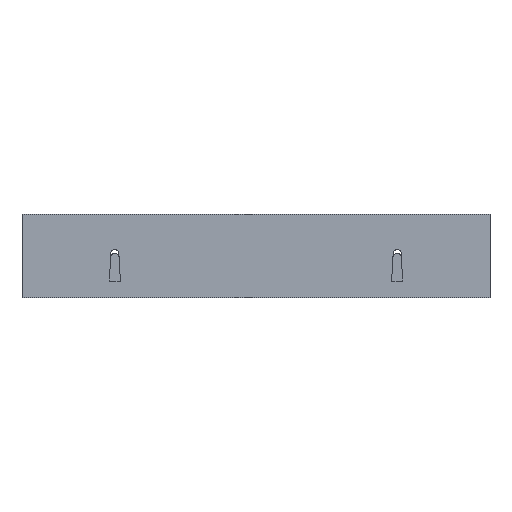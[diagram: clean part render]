
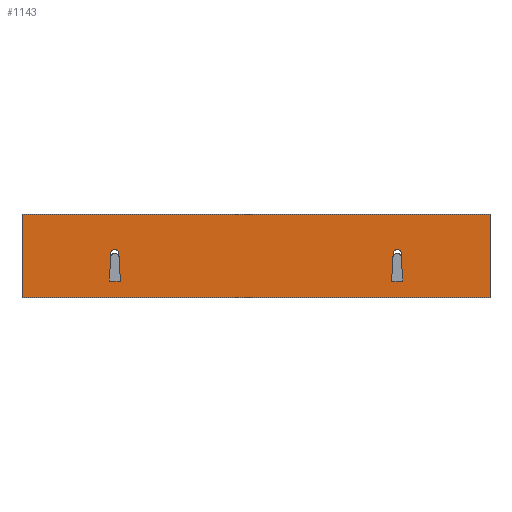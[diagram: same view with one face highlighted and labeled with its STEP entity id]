
A CAD part, top view. The second image highlights one B-rep face of the part: STEP entity #1143.
In plain terms, the highlighted planar face has unit normal (0, 0, 1).
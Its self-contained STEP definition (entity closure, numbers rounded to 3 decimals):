
#5 = ORIENTED_EDGE ( 'NONE', *, *, #363, .F. ) ;
#9 = CIRCLE ( 'NONE', #259, 2.167 ) ;
#10 = AXIS2_PLACEMENT_3D ( 'NONE', #808, #1217, #595 ) ;
#18 = ORIENTED_EDGE ( 'NONE', *, *, #1018, .T. ) ;
#57 = VERTEX_POINT ( 'NONE', #746 ) ;
#103 = ORIENTED_EDGE ( 'NONE', *, *, #872, .T. ) ;
#117 = DIRECTION ( 'NONE',  ( 0., 0., 1. ) ) ;
#132 = ORIENTED_EDGE ( 'NONE', *, *, #340, .T. ) ;
#133 = VERTEX_POINT ( 'NONE', #1317 ) ;
#147 = ORIENTED_EDGE ( 'NONE', *, *, #1281, .F. ) ;
#149 = LINE ( 'NONE', #486, #549 ) ;
#152 = CARTESIAN_POINT ( 'NONE',  ( 78.164, 23.946, 0. ) ) ;
#155 = LINE ( 'NONE', #228, #1180 ) ;
#157 = VECTOR ( 'NONE', #1345, 1000. ) ;
#162 = EDGE_LOOP ( 'NONE', ( #147, #914, #5, #103, #1353, #1352 ) ) ;
#177 = DIRECTION ( 'NONE',  ( -0.052, -0.999, 0. ) ) ;
#187 = VECTOR ( 'NONE', #1218, 1000. ) ;
#198 = VERTEX_POINT ( 'NONE', #1101 ) ;
#207 = CARTESIAN_POINT ( 'NONE',  ( -78.948, 9., 0. ) ) ;
#214 = CARTESIAN_POINT ( 'NONE',  ( -73., 8., 0. ) ) ;
#228 = CARTESIAN_POINT ( 'NONE',  ( 126., 0., 0. ) ) ;
#236 = LINE ( 'NONE', #910, #753 ) ;
#241 = CARTESIAN_POINT ( 'NONE',  ( -73.059, 9.118, 0. ) ) ;
#259 = AXIS2_PLACEMENT_3D ( 'NONE', #853, #117, #1150 ) ;
#288 = VECTOR ( 'NONE', #1327, 1000. ) ;
#291 = VECTOR ( 'NONE', #1071, 1000. ) ;
#294 = DIRECTION ( 'NONE',  ( -1., 0., 0. ) ) ;
#296 = PLANE ( 'NONE',  #418 ) ;
#298 = EDGE_CURVE ( 'NONE', #133, #897, #501, .T. ) ;
#301 = DIRECTION ( 'NONE',  ( 1., 0., 0. ) ) ;
#307 = CARTESIAN_POINT ( 'NONE',  ( -126., 0., 0. ) ) ;
#308 = DIRECTION ( 'NONE',  ( -0.052, 0.999, 0. ) ) ;
#315 = EDGE_LOOP ( 'NONE', ( #1174, #395, #18, #689 ) ) ;
#327 = CARTESIAN_POINT ( 'NONE',  ( 78.941, 9.118, 0. ) ) ;
#328 = VERTEX_POINT ( 'NONE', #489 ) ;
#339 = LINE ( 'NONE', #307, #157 ) ;
#340 = EDGE_CURVE ( 'NONE', #860, #198, #149, .T. ) ;
#358 = ORIENTED_EDGE ( 'NONE', *, *, #823, .T. ) ;
#363 = EDGE_CURVE ( 'NONE', #925, #751, #236, .T. ) ;
#364 = LINE ( 'NONE', #214, #848 ) ;
#371 = DIRECTION ( 'NONE',  ( -1., 0., 0. ) ) ;
#375 = CARTESIAN_POINT ( 'NONE',  ( -73.052, 9., 0. ) ) ;
#395 = ORIENTED_EDGE ( 'NONE', *, *, #613, .F. ) ;
#418 = AXIS2_PLACEMENT_3D ( 'NONE', #496, #913, #301 ) ;
#459 = VECTOR ( 'NONE', #905, 1000. ) ;
#480 = EDGE_CURVE ( 'NONE', #531, #513, #924, .T. ) ;
#481 = FACE_BOUND ( 'NONE', #780, .T. ) ;
#486 = CARTESIAN_POINT ( 'NONE',  ( 73., 9., 0. ) ) ;
#489 = CARTESIAN_POINT ( 'NONE',  ( 73.059, 9.118, 0. ) ) ;
#496 = CARTESIAN_POINT ( 'NONE',  ( 0., 0., 0. ) ) ;
#501 = CIRCLE ( 'NONE', #10, 2.167 ) ;
#513 = VERTEX_POINT ( 'NONE', #207 ) ;
#531 = VERTEX_POINT ( 'NONE', #1042 ) ;
#548 = FACE_BOUND ( 'NONE', #162, .T. ) ;
#549 = VECTOR ( 'NONE', #294, 1000. ) ;
#565 = VERTEX_POINT ( 'NONE', #327 ) ;
#567 = LINE ( 'NONE', #989, #288 ) ;
#574 = EDGE_CURVE ( 'NONE', #953, #956, #339, .T. ) ;
#575 = DIRECTION ( 'NONE',  ( -1., 0., 0. ) ) ;
#583 = LINE ( 'NONE', #801, #829 ) ;
#595 = DIRECTION ( 'NONE',  ( 1., 0., 0. ) ) ;
#598 = CARTESIAN_POINT ( 'NONE',  ( -126., 0., 0. ) ) ;
#613 = EDGE_CURVE ( 'NONE', #57, #857, #155, .T. ) ;
#628 = VERTEX_POINT ( 'NONE', #842 ) ;
#650 = DIRECTION ( 'NONE',  ( 0.052, 0.999, 0. ) ) ;
#662 = VECTOR ( 'NONE', #825, 1000. ) ;
#667 = CARTESIAN_POINT ( 'NONE',  ( 79., 8., 0. ) ) ;
#689 = ORIENTED_EDGE ( 'NONE', *, *, #574, .T. ) ;
#700 = CARTESIAN_POINT ( 'NONE',  ( 79., 8., 0. ) ) ;
#714 = CARTESIAN_POINT ( 'NONE',  ( -79., 8., 0. ) ) ;
#723 = ORIENTED_EDGE ( 'NONE', *, *, #1008, .T. ) ;
#734 = ORIENTED_EDGE ( 'NONE', *, *, #298, .T. ) ;
#738 = LINE ( 'NONE', #1202, #1272 ) ;
#746 = CARTESIAN_POINT ( 'NONE',  ( 126., 45., 0. ) ) ;
#751 = VERTEX_POINT ( 'NONE', #241 ) ;
#753 = VECTOR ( 'NONE', #907, 1000. ) ;
#780 = EDGE_LOOP ( 'NONE', ( #734, #358, #1024, #132, #1058, #723 ) ) ;
#782 = CARTESIAN_POINT ( 'NONE',  ( 126., 0., 0. ) ) ;
#799 = CARTESIAN_POINT ( 'NONE',  ( 0., 0., 0. ) ) ;
#801 = CARTESIAN_POINT ( 'NONE',  ( -79., 8., 0. ) ) ;
#808 = CARTESIAN_POINT ( 'NONE',  ( 76., 23.833, 0. ) ) ;
#823 = EDGE_CURVE ( 'NONE', #897, #565, #1158, .T. ) ;
#825 = DIRECTION ( 'NONE',  ( -0.052, -0.999, 0. ) ) ;
#829 = VECTOR ( 'NONE', #177, 1000. ) ;
#842 = CARTESIAN_POINT ( 'NONE',  ( -78.164, 23.946, 0. ) ) ;
#848 = VECTOR ( 'NONE', #308, 1000. ) ;
#853 = CARTESIAN_POINT ( 'NONE',  ( -76., 23.833, 0. ) ) ;
#857 = VERTEX_POINT ( 'NONE', #782 ) ;
#860 = VERTEX_POINT ( 'NONE', #1178 ) ;
#872 = EDGE_CURVE ( 'NONE', #925, #513, #738, .T. ) ;
#897 = VERTEX_POINT ( 'NONE', #152 ) ;
#905 = DIRECTION ( 'NONE',  ( 0.052, -0.999, 0. ) ) ;
#907 = DIRECTION ( 'NONE',  ( -0.052, 0.999, 0. ) ) ;
#910 = CARTESIAN_POINT ( 'NONE',  ( -73., 8., 0. ) ) ;
#913 = DIRECTION ( 'NONE',  ( 0., 0., 1. ) ) ;
#914 = ORIENTED_EDGE ( 'NONE', *, *, #1163, .F. ) ;
#924 = LINE ( 'NONE', #714, #662 ) ;
#925 = VERTEX_POINT ( 'NONE', #375 ) ;
#953 = VERTEX_POINT ( 'NONE', #1339 ) ;
#956 = VERTEX_POINT ( 'NONE', #598 ) ;
#960 = EDGE_CURVE ( 'NONE', #565, #860, #1129, .T. ) ;
#981 = EDGE_CURVE ( 'NONE', #628, #531, #583, .T. ) ;
#989 = CARTESIAN_POINT ( 'NONE',  ( 73., 8., 0. ) ) ;
#1008 = EDGE_CURVE ( 'NONE', #328, #133, #567, .T. ) ;
#1011 = CARTESIAN_POINT ( 'NONE',  ( 0., 45., 0. ) ) ;
#1014 = LINE ( 'NONE', #1011, #1075 ) ;
#1017 = LINE ( 'NONE', #799, #187 ) ;
#1018 = EDGE_CURVE ( 'NONE', #57, #953, #1014, .T. ) ;
#1024 = ORIENTED_EDGE ( 'NONE', *, *, #960, .T. ) ;
#1030 = FACE_OUTER_BOUND ( 'NONE', #315, .T. ) ;
#1042 = CARTESIAN_POINT ( 'NONE',  ( -78.941, 9.118, 0. ) ) ;
#1058 = ORIENTED_EDGE ( 'NONE', *, *, #1308, .T. ) ;
#1062 = CARTESIAN_POINT ( 'NONE',  ( 73., 8., 0. ) ) ;
#1071 = DIRECTION ( 'NONE',  ( 0.052, -0.999, 0. ) ) ;
#1075 = VECTOR ( 'NONE', #371, 1000. ) ;
#1101 = CARTESIAN_POINT ( 'NONE',  ( 73.052, 9., 0. ) ) ;
#1129 = LINE ( 'NONE', #700, #459 ) ;
#1132 = EDGE_CURVE ( 'NONE', #956, #857, #1017, .T. ) ;
#1143 = ADVANCED_FACE ( 'NONE', ( #548, #1030, #481 ), #296, .T. ) ;
#1145 = VECTOR ( 'NONE', #650, 1000. ) ;
#1150 = DIRECTION ( 'NONE',  ( -1., 0., 0. ) ) ;
#1158 = LINE ( 'NONE', #667, #291 ) ;
#1163 = EDGE_CURVE ( 'NONE', #751, #1251, #364, .T. ) ;
#1164 = DIRECTION ( 'NONE',  ( 0., -1., 0. ) ) ;
#1174 = ORIENTED_EDGE ( 'NONE', *, *, #1132, .T. ) ;
#1178 = CARTESIAN_POINT ( 'NONE',  ( 78.948, 9., 0. ) ) ;
#1180 = VECTOR ( 'NONE', #1164, 1000. ) ;
#1198 = LINE ( 'NONE', #1062, #1145 ) ;
#1202 = CARTESIAN_POINT ( 'NONE',  ( -73., 9., 0. ) ) ;
#1217 = DIRECTION ( 'NONE',  ( 0., 0., -1. ) ) ;
#1218 = DIRECTION ( 'NONE',  ( 1., 0., 0. ) ) ;
#1251 = VERTEX_POINT ( 'NONE', #1252 ) ;
#1252 = CARTESIAN_POINT ( 'NONE',  ( -73.836, 23.946, 0. ) ) ;
#1272 = VECTOR ( 'NONE', #575, 1000. ) ;
#1281 = EDGE_CURVE ( 'NONE', #1251, #628, #9, .T. ) ;
#1308 = EDGE_CURVE ( 'NONE', #198, #328, #1198, .T. ) ;
#1317 = CARTESIAN_POINT ( 'NONE',  ( 73.836, 23.946, 0. ) ) ;
#1327 = DIRECTION ( 'NONE',  ( 0.052, 0.999, 0. ) ) ;
#1339 = CARTESIAN_POINT ( 'NONE',  ( -126., 45., 0. ) ) ;
#1345 = DIRECTION ( 'NONE',  ( 0., -1., 0. ) ) ;
#1352 = ORIENTED_EDGE ( 'NONE', *, *, #981, .F. ) ;
#1353 = ORIENTED_EDGE ( 'NONE', *, *, #480, .F. ) ;
